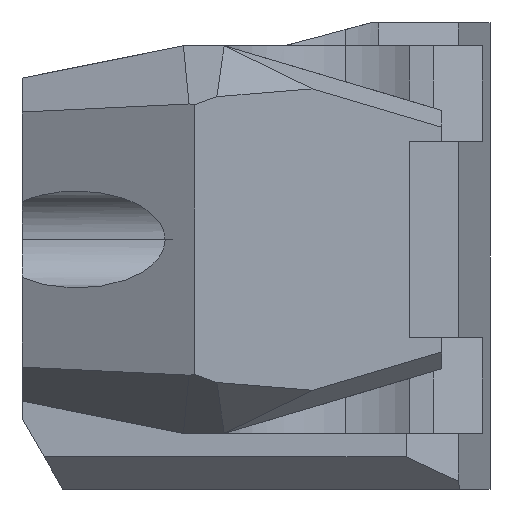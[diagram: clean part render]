
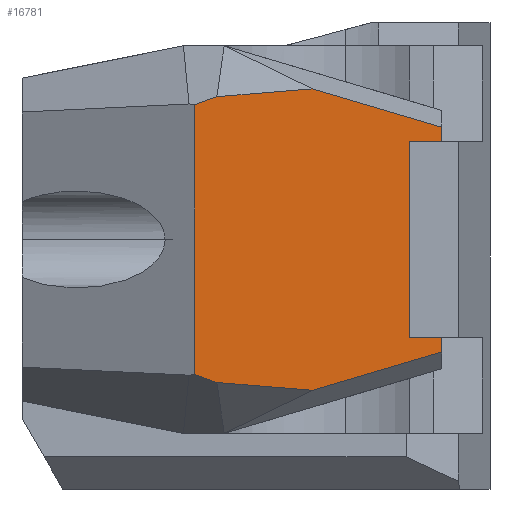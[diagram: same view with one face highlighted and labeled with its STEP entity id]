
A CAD part, left-side view. The second image highlights one B-rep face of the part: STEP entity #16781.
In plain terms, the highlighted planar face has unit normal (-1, 0, 0).
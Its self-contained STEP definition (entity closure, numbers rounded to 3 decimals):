
#278 = CARTESIAN_POINT ( 'NONE',  ( -14., -6., 6.957 ) ) ;
#405 = CARTESIAN_POINT ( 'NONE',  ( -14., 9.32, 8.347 ) ) ;
#503 = CARTESIAN_POINT ( 'NONE',  ( -14., 7.938, -8.848 ) ) ;
#561 = VECTOR ( 'NONE', #4218, 1000. ) ;
#614 = CARTESIAN_POINT ( 'NONE',  ( -14., 9.32, -8.347 ) ) ;
#668 = CARTESIAN_POINT ( 'NONE',  ( -14., -6., -6.957 ) ) ;
#886 = DIRECTION ( 'NONE',  ( 0., -1., 0. ) ) ;
#1068 = CARTESIAN_POINT ( 'NONE',  ( -14., -4., 6.075 ) ) ;
#1102 = CARTESIAN_POINT ( 'NONE',  ( -14., 2.015, 9.332 ) ) ;
#1302 = VECTOR ( 'NONE', #5585, 1000. ) ;
#1470 = VERTEX_POINT ( 'NONE', #668 ) ;
#1560 = CARTESIAN_POINT ( 'NONE',  ( -14., -6., 6.075 ) ) ;
#1828 = EDGE_CURVE ( 'NONE', #4843, #8989, #14284, .T. ) ;
#2101 = EDGE_CURVE ( 'NONE', #13441, #10452, #16512, .T. ) ;
#2145 = LINE ( 'NONE', #4804, #14030 ) ;
#2172 = VECTOR ( 'NONE', #17352, 1000. ) ;
#2259 = CARTESIAN_POINT ( 'NONE',  ( -14., 9.32, 8.347 ) ) ;
#2419 = VECTOR ( 'NONE', #886, 1000. ) ;
#2477 = ORIENTED_EDGE ( 'NONE', *, *, #9943, .T. ) ;
#2521 = VERTEX_POINT ( 'NONE', #3722 ) ;
#2698 = VERTEX_POINT ( 'NONE', #614 ) ;
#2842 = ORIENTED_EDGE ( 'NONE', *, *, #5991, .F. ) ;
#3007 = LINE ( 'NONE', #12430, #1302 ) ;
#3057 = ORIENTED_EDGE ( 'NONE', *, *, #4938, .F. ) ;
#3141 = CARTESIAN_POINT ( 'NONE',  ( -14., -4., -6.075 ) ) ;
#3147 = CARTESIAN_POINT ( 'NONE',  ( -14., -4., 0. ) ) ;
#3313 = ORIENTED_EDGE ( 'NONE', *, *, #17261, .F. ) ;
#3466 = DIRECTION ( 'NONE',  ( 0., -1., 0. ) ) ;
#3628 = ORIENTED_EDGE ( 'NONE', *, *, #14517, .F. ) ;
#3715 = EDGE_CURVE ( 'NONE', #5432, #10703, #3007, .T. ) ;
#3722 = CARTESIAN_POINT ( 'NONE',  ( -14., -6., 6.075 ) ) ;
#3724 = DIRECTION ( 'NONE',  ( 0., -0.959, 0.284 ) ) ;
#3966 = LINE ( 'NONE', #10842, #12970 ) ;
#4040 = ORIENTED_EDGE ( 'NONE', *, *, #1828, .F. ) ;
#4218 = DIRECTION ( 'NONE',  ( 0., 0., 1. ) ) ;
#4412 = FACE_OUTER_BOUND ( 'NONE', #6180, .T. ) ;
#4594 = ORIENTED_EDGE ( 'NONE', *, *, #9258, .T. ) ;
#4804 = CARTESIAN_POINT ( 'NONE',  ( -14., -5., -6.075 ) ) ;
#4843 = VERTEX_POINT ( 'NONE', #405 ) ;
#4938 = EDGE_CURVE ( 'NONE', #5849, #1470, #12028, .T. ) ;
#5184 = ORIENTED_EDGE ( 'NONE', *, *, #12659, .T. ) ;
#5432 = VERTEX_POINT ( 'NONE', #8949 ) ;
#5503 = DIRECTION ( 'NONE',  ( 0., 0.997, -0.081 ) ) ;
#5580 = CARTESIAN_POINT ( 'NONE',  ( -14., -6., -6.075 ) ) ;
#5585 = DIRECTION ( 'NONE',  ( 0., -0.997, -0.081 ) ) ;
#5625 = VECTOR ( 'NONE', #3724, 1000. ) ;
#5849 = VERTEX_POINT ( 'NONE', #5580 ) ;
#5929 = CARTESIAN_POINT ( 'NONE',  ( -14., 2., 0. ) ) ;
#5991 = EDGE_CURVE ( 'NONE', #5432, #2698, #10065, .T. ) ;
#6046 = LINE ( 'NONE', #7443, #2419 ) ;
#6158 = VERTEX_POINT ( 'NONE', #1102 ) ;
#6180 = EDGE_LOOP ( 'NONE', ( #6384, #2477, #3057, #3628, #16633, #14175, #10455, #4594, #5184, #4040, #3313, #2842 ) ) ;
#6384 = ORIENTED_EDGE ( 'NONE', *, *, #3715, .T. ) ;
#6701 = VECTOR ( 'NONE', #8904, 1000. ) ;
#7138 = AXIS2_PLACEMENT_3D ( 'NONE', #5929, #16370, #15016 ) ;
#7443 = CARTESIAN_POINT ( 'NONE',  ( -14., -5., 6.075 ) ) ;
#7950 = LINE ( 'NONE', #12262, #15566 ) ;
#8156 = EDGE_CURVE ( 'NONE', #10452, #2521, #6046, .T. ) ;
#8904 = DIRECTION ( 'NONE',  ( 0., 0.959, 0.284 ) ) ;
#8949 = CARTESIAN_POINT ( 'NONE',  ( -14., 7.938, -8.848 ) ) ;
#8989 = VERTEX_POINT ( 'NONE', #13850 ) ;
#9258 = EDGE_CURVE ( 'NONE', #13710, #6158, #16783, .T. ) ;
#9264 = VECTOR ( 'NONE', #15551, 1000. ) ;
#9891 = CARTESIAN_POINT ( 'NONE',  ( -14., -6., 6.957 ) ) ;
#9943 = EDGE_CURVE ( 'NONE', #10703, #1470, #14502, .T. ) ;
#10065 = LINE ( 'NONE', #503, #9264 ) ;
#10452 = VERTEX_POINT ( 'NONE', #1068 ) ;
#10455 = ORIENTED_EDGE ( 'NONE', *, *, #11201, .T. ) ;
#10703 = VERTEX_POINT ( 'NONE', #16822 ) ;
#10842 = CARTESIAN_POINT ( 'NONE',  ( -14., 2.015, 9.332 ) ) ;
#11016 = PLANE ( 'NONE',  #7138 ) ;
#11201 = EDGE_CURVE ( 'NONE', #2521, #13710, #13532, .T. ) ;
#11660 = VECTOR ( 'NONE', #15178, 1000. ) ;
#12028 = LINE ( 'NONE', #13164, #2172 ) ;
#12262 = CARTESIAN_POINT ( 'NONE',  ( -14., 9.32, 0. ) ) ;
#12430 = CARTESIAN_POINT ( 'NONE',  ( -14., 7.938, -8.848 ) ) ;
#12659 = EDGE_CURVE ( 'NONE', #6158, #8989, #3966, .T. ) ;
#12970 = VECTOR ( 'NONE', #5503, 1000. ) ;
#13006 = DIRECTION ( 'NONE',  ( 0., -0.94, 0.341 ) ) ;
#13058 = CARTESIAN_POINT ( 'NONE',  ( -14., 2.015, -9.332 ) ) ;
#13164 = CARTESIAN_POINT ( 'NONE',  ( -14., -6., -6.075 ) ) ;
#13441 = VERTEX_POINT ( 'NONE', #3141 ) ;
#13532 = LINE ( 'NONE', #1560, #561 ) ;
#13710 = VERTEX_POINT ( 'NONE', #278 ) ;
#13850 = CARTESIAN_POINT ( 'NONE',  ( -14., 7.938, 8.848 ) ) ;
#14030 = VECTOR ( 'NONE', #3466, 1000. ) ;
#14130 = VECTOR ( 'NONE', #13006, 1000. ) ;
#14175 = ORIENTED_EDGE ( 'NONE', *, *, #8156, .T. ) ;
#14284 = LINE ( 'NONE', #2259, #14130 ) ;
#14502 = LINE ( 'NONE', #13058, #5625 ) ;
#14517 = EDGE_CURVE ( 'NONE', #13441, #5849, #2145, .T. ) ;
#14575 = DIRECTION ( 'NONE',  ( 0., 0., 1. ) ) ;
#15016 = DIRECTION ( 'NONE',  ( 0., 1., 0. ) ) ;
#15178 = DIRECTION ( 'NONE',  ( 0., 0., 1. ) ) ;
#15551 = DIRECTION ( 'NONE',  ( 0., 0.94, 0.341 ) ) ;
#15566 = VECTOR ( 'NONE', #14575, 1000. ) ;
#16370 = DIRECTION ( 'NONE',  ( 1., 0., 0. ) ) ;
#16512 = LINE ( 'NONE', #3147, #11660 ) ;
#16633 = ORIENTED_EDGE ( 'NONE', *, *, #2101, .T. ) ;
#16781 = ADVANCED_FACE ( 'NONE', ( #4412 ), #11016, .F. ) ;
#16783 = LINE ( 'NONE', #9891, #6701 ) ;
#16822 = CARTESIAN_POINT ( 'NONE',  ( -14., 2.015, -9.332 ) ) ;
#17261 = EDGE_CURVE ( 'NONE', #2698, #4843, #7950, .T. ) ;
#17352 = DIRECTION ( 'NONE',  ( 0., 0., -1. ) ) ;
